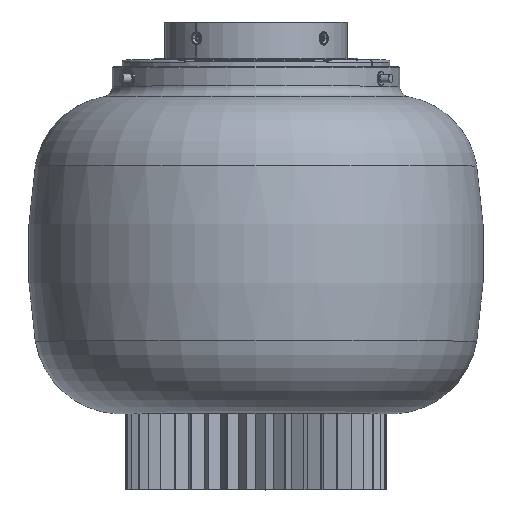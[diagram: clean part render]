
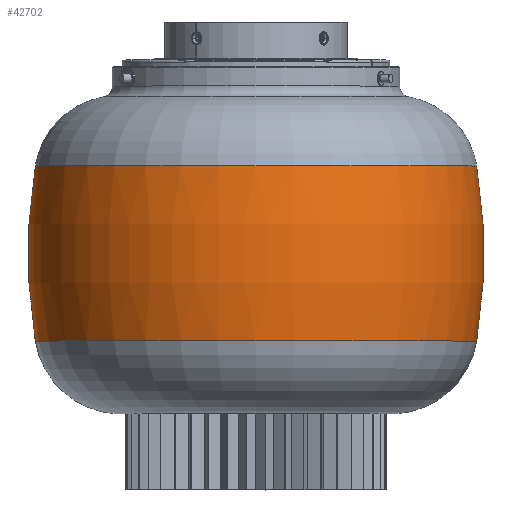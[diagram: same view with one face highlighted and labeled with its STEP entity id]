
A CAD part, top view. The second image highlights one B-rep face of the part: STEP entity #42702.
In plain terms, the highlighted toroidal (fillet/blend) face has major radius 290 mm and minor radius 500 mm.
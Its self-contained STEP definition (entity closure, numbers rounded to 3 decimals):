
#982 = CARTESIAN_POINT ( 'NONE',  ( 290., -172.067, 0. ) ) ;
#2005 = DIRECTION ( 'NONE',  ( -1., 0., 0. ) ) ;
#2324 = CARTESIAN_POINT ( 'NONE',  ( -203.401, -253.033, 0. ) ) ;
#2465 = DIRECTION ( 'NONE',  ( 0., 1., 0. ) ) ;
#4289 = ORIENTED_EDGE ( 'NONE', *, *, #15269, .T. ) ;
#4445 = DIRECTION ( 'NONE',  ( -1., 0., 0. ) ) ;
#5038 = AXIS2_PLACEMENT_3D ( 'NONE', #31631, #11109, #35068 ) ;
#8966 = ORIENTED_EDGE ( 'NONE', *, *, #11363, .F. ) ;
#9048 = CARTESIAN_POINT ( 'NONE',  ( 203.491, -91.652, 0. ) ) ;
#9183 = EDGE_CURVE ( 'NONE', #31695, #32148, #35087, .T. ) ;
#11109 = DIRECTION ( 'NONE',  ( 0., 0., 1. ) ) ;
#11363 = EDGE_CURVE ( 'NONE', #32699, #12375, #31763, .T. ) ;
#12375 = VERTEX_POINT ( 'NONE', #9048 ) ;
#12816 = CARTESIAN_POINT ( 'NONE',  ( 0., -172.067, 0. ) ) ;
#14571 = AXIS2_PLACEMENT_3D ( 'NONE', #982, #24941, #4445 ) ;
#15269 = EDGE_CURVE ( 'NONE', #32148, #12375, #37744, .T. ) ;
#16238 = DIRECTION ( 'NONE',  ( -1., 0., 0. ) ) ;
#17000 = DIRECTION ( 'NONE',  ( 0., 1., 0. ) ) ;
#17971 = AXIS2_PLACEMENT_3D ( 'NONE', #12816, #2465, #16238 ) ;
#18182 = FACE_OUTER_BOUND ( 'NONE', #44414, .T. ) ;
#18557 = ORIENTED_EDGE ( 'NONE', *, *, #25896, .F. ) ;
#18831 = ORIENTED_EDGE ( 'NONE', *, *, #9183, .T. ) ;
#20729 = CIRCLE ( 'NONE', #14571, 500. ) ;
#22534 = DIRECTION ( 'NONE',  ( 0., 1., 0. ) ) ;
#24941 = DIRECTION ( 'NONE',  ( 0., 0., -1. ) ) ;
#25896 = EDGE_CURVE ( 'NONE', #31695, #32699, #20729, .T. ) ;
#27709 = AXIS2_PLACEMENT_3D ( 'NONE', #37555, #17000, #40991 ) ;
#29967 = AXIS2_PLACEMENT_3D ( 'NONE', #43046, #22534, #2005 ) ;
#31631 = CARTESIAN_POINT ( 'NONE',  ( -290., -172.067, 0. ) ) ;
#31695 = VERTEX_POINT ( 'NONE', #2324 ) ;
#31763 = CIRCLE ( 'NONE', #27709, 203.491 ) ;
#32148 = VERTEX_POINT ( 'NONE', #42735 ) ;
#32699 = VERTEX_POINT ( 'NONE', #42250 ) ;
#35068 = DIRECTION ( 'NONE',  ( 1., 0., 0. ) ) ;
#35087 = CIRCLE ( 'NONE', #29967, 203.401 ) ;
#36419 = TOROIDAL_SURFACE ( 'NONE', #17971, -290., 500. ) ;
#37555 = CARTESIAN_POINT ( 'NONE',  ( 0., -91.652, 0. ) ) ;
#37744 = CIRCLE ( 'NONE', #5038, 500. ) ;
#40991 = DIRECTION ( 'NONE',  ( -1., 0., 0. ) ) ;
#42250 = CARTESIAN_POINT ( 'NONE',  ( -203.491, -91.652, 0. ) ) ;
#42702 = ADVANCED_FACE ( 'NONE', ( #18182 ), #36419, .T. ) ;
#42735 = CARTESIAN_POINT ( 'NONE',  ( 203.401, -253.033, 0. ) ) ;
#43046 = CARTESIAN_POINT ( 'NONE',  ( 0., -253.033, 0. ) ) ;
#44414 = EDGE_LOOP ( 'NONE', ( #18831, #4289, #8966, #18557 ) ) ;
